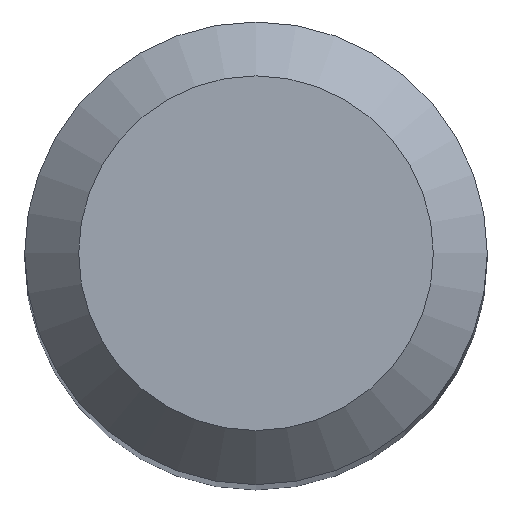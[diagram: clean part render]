
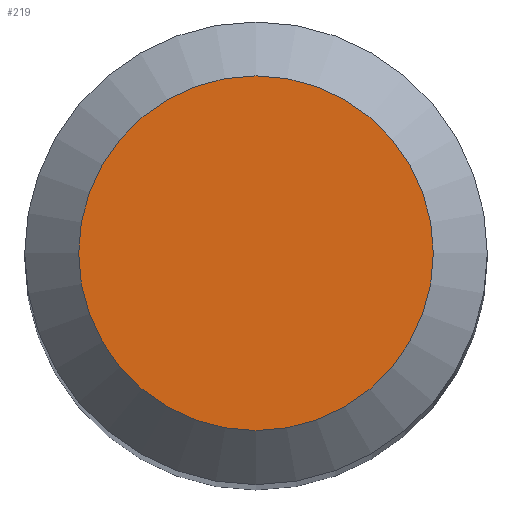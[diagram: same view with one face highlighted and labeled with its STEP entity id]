
A CAD part, top view. The second image highlights one B-rep face of the part: STEP entity #219.
In plain terms, the highlighted planar face has unit normal (0, 0, 1).
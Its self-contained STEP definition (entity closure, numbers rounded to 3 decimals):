
#30 = DIRECTION ( 'NONE',  ( 0., 1., 0. ) ) ;
#57 = CARTESIAN_POINT ( 'NONE',  ( 0., 0., 66. ) ) ;
#65 = EDGE_CURVE ( 'NONE', #83, #83, #96, .T. ) ;
#81 = AXIS2_PLACEMENT_3D ( 'NONE', #57, #195, #260 ) ;
#83 = VERTEX_POINT ( 'NONE', #159 ) ;
#96 = CIRCLE ( 'NONE', #243, 2.3 ) ;
#114 = DIRECTION ( 'NONE',  ( 0., 0., -1. ) ) ;
#159 = CARTESIAN_POINT ( 'NONE',  ( 0., 2.3, 66. ) ) ;
#175 = PLANE ( 'NONE',  #81 ) ;
#195 = DIRECTION ( 'NONE',  ( 0., 0., -1. ) ) ;
#205 = CARTESIAN_POINT ( 'NONE',  ( 0., 0., 66. ) ) ;
#207 = EDGE_LOOP ( 'NONE', ( #254 ) ) ;
#219 = ADVANCED_FACE ( 'NONE', ( #237 ), #175, .F. ) ;
#237 = FACE_OUTER_BOUND ( 'NONE', #207, .T. ) ;
#243 = AXIS2_PLACEMENT_3D ( 'NONE', #205, #114, #30 ) ;
#254 = ORIENTED_EDGE ( 'NONE', *, *, #65, .F. ) ;
#260 = DIRECTION ( 'NONE',  ( 0., 1., 0. ) ) ;
